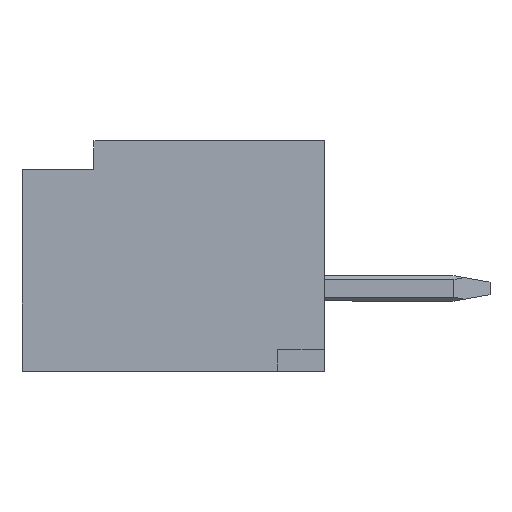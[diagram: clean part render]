
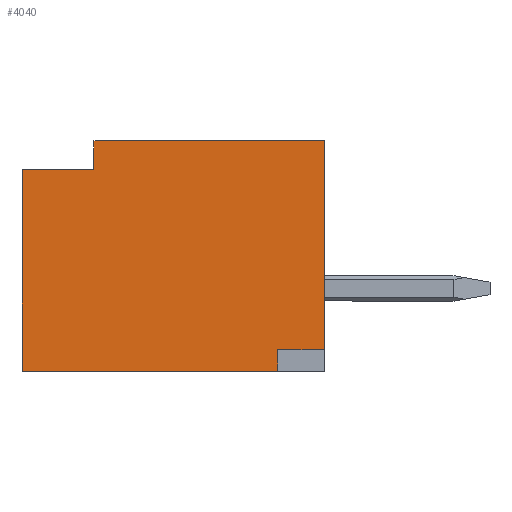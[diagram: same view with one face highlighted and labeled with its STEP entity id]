
A CAD part, left-side view. The second image highlights one B-rep face of the part: STEP entity #4040.
In plain terms, the highlighted planar face has unit normal (-1, 0, 0).
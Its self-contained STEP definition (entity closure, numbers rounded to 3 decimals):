
#175 = VECTOR ( 'NONE', #4076, 1000. ) ;
#223 = ORIENTED_EDGE ( 'NONE', *, *, #243, .F. ) ;
#243 = EDGE_CURVE ( 'NONE', #3156, #2315, #1314, .T. ) ;
#249 = CARTESIAN_POINT ( 'NONE',  ( -2.125, 0.65, -1.6 ) ) ;
#266 = CARTESIAN_POINT ( 'NONE',  ( -2.125, 0., -1.3 ) ) ;
#306 = VERTEX_POINT ( 'NONE', #2989 ) ;
#366 = CARTESIAN_POINT ( 'NONE',  ( -2.125, 0., 1.6 ) ) ;
#435 = CARTESIAN_POINT ( 'NONE',  ( -2.125, 3.2, 1.6 ) ) ;
#504 = VECTOR ( 'NONE', #1330, 1000. ) ;
#533 = DIRECTION ( 'NONE',  ( 0., 1., 0. ) ) ;
#680 = DIRECTION ( 'NONE',  ( 0., 0., 1. ) ) ;
#712 = ORIENTED_EDGE ( 'NONE', *, *, #1271, .F. ) ;
#770 = FACE_OUTER_BOUND ( 'NONE', #2805, .T. ) ;
#801 = ORIENTED_EDGE ( 'NONE', *, *, #3778, .F. ) ;
#862 = PLANE ( 'NONE',  #2466 ) ;
#878 = EDGE_CURVE ( 'NONE', #2338, #3156, #2721, .T. ) ;
#893 = DIRECTION ( 'NONE',  ( 0., -1., 0. ) ) ;
#991 = ORIENTED_EDGE ( 'NONE', *, *, #878, .F. ) ;
#1027 = CARTESIAN_POINT ( 'NONE',  ( -2.125, 4.2, 1.2 ) ) ;
#1028 = CARTESIAN_POINT ( 'NONE',  ( -2.125, 3.2, 1.2 ) ) ;
#1053 = LINE ( 'NONE', #435, #3090 ) ;
#1058 = DIRECTION ( 'NONE',  ( 0., 1., 0. ) ) ;
#1106 = VERTEX_POINT ( 'NONE', #1027 ) ;
#1110 = EDGE_CURVE ( 'NONE', #1106, #2660, #3053, .T. ) ;
#1135 = VECTOR ( 'NONE', #2259, 1000. ) ;
#1221 = ORIENTED_EDGE ( 'NONE', *, *, #1704, .F. ) ;
#1237 = VERTEX_POINT ( 'NONE', #366 ) ;
#1271 = EDGE_CURVE ( 'NONE', #2315, #306, #2555, .T. ) ;
#1310 = CARTESIAN_POINT ( 'NONE',  ( -2.125, 3.2, 1.2 ) ) ;
#1314 = LINE ( 'NONE', #4254, #1135 ) ;
#1330 = DIRECTION ( 'NONE',  ( 0., 0., 1. ) ) ;
#1518 = ORIENTED_EDGE ( 'NONE', *, *, #3035, .F. ) ;
#1541 = CARTESIAN_POINT ( 'NONE',  ( -2.125, 4.2, 1.2 ) ) ;
#1616 = LINE ( 'NONE', #3948, #1904 ) ;
#1670 = VERTEX_POINT ( 'NONE', #1837 ) ;
#1704 = EDGE_CURVE ( 'NONE', #306, #1106, #1616, .T. ) ;
#1837 = CARTESIAN_POINT ( 'NONE',  ( -2.125, 3.2, 1.6 ) ) ;
#1863 = DIRECTION ( 'NONE',  ( 0., 0., -1. ) ) ;
#1904 = VECTOR ( 'NONE', #680, 1000. ) ;
#1923 = CARTESIAN_POINT ( 'NONE',  ( -2.125, 0., -1.6 ) ) ;
#2193 = CARTESIAN_POINT ( 'NONE',  ( -2.125, 0., 0. ) ) ;
#2259 = DIRECTION ( 'NONE',  ( 0., 0., -1. ) ) ;
#2315 = VERTEX_POINT ( 'NONE', #249 ) ;
#2338 = VERTEX_POINT ( 'NONE', #266 ) ;
#2354 = CARTESIAN_POINT ( 'NONE',  ( -2.125, 0., 1.6 ) ) ;
#2466 = AXIS2_PLACEMENT_3D ( 'NONE', #2193, #3513, #1863 ) ;
#2555 = LINE ( 'NONE', #1923, #3697 ) ;
#2660 = VERTEX_POINT ( 'NONE', #1310 ) ;
#2721 = LINE ( 'NONE', #4037, #3765 ) ;
#2805 = EDGE_LOOP ( 'NONE', ( #712, #223, #991, #801, #1518, #3091, #4005, #1221 ) ) ;
#2989 = CARTESIAN_POINT ( 'NONE',  ( -2.125, 4.2, -1.6 ) ) ;
#3035 = EDGE_CURVE ( 'NONE', #1670, #1237, #1053, .T. ) ;
#3053 = LINE ( 'NONE', #1541, #3693 ) ;
#3079 = DIRECTION ( 'NONE',  ( 0., -1., 0. ) ) ;
#3090 = VECTOR ( 'NONE', #3079, 1000. ) ;
#3091 = ORIENTED_EDGE ( 'NONE', *, *, #3531, .F. ) ;
#3156 = VERTEX_POINT ( 'NONE', #3798 ) ;
#3318 = LINE ( 'NONE', #1028, #504 ) ;
#3513 = DIRECTION ( 'NONE',  ( 1., 0., 0. ) ) ;
#3531 = EDGE_CURVE ( 'NONE', #2660, #1670, #3318, .T. ) ;
#3693 = VECTOR ( 'NONE', #893, 1000. ) ;
#3697 = VECTOR ( 'NONE', #533, 1000. ) ;
#3765 = VECTOR ( 'NONE', #1058, 1000. ) ;
#3778 = EDGE_CURVE ( 'NONE', #1237, #2338, #4242, .T. ) ;
#3798 = CARTESIAN_POINT ( 'NONE',  ( -2.125, 0.65, -1.3 ) ) ;
#3948 = CARTESIAN_POINT ( 'NONE',  ( -2.125, 4.2, -1.6 ) ) ;
#4005 = ORIENTED_EDGE ( 'NONE', *, *, #1110, .F. ) ;
#4037 = CARTESIAN_POINT ( 'NONE',  ( -2.125, 0., -1.3 ) ) ;
#4040 = ADVANCED_FACE ( 'NONE', ( #770 ), #862, .F. ) ;
#4076 = DIRECTION ( 'NONE',  ( 0., 0., -1. ) ) ;
#4242 = LINE ( 'NONE', #2354, #175 ) ;
#4254 = CARTESIAN_POINT ( 'NONE',  ( -2.125, 0.65, -1.3 ) ) ;
